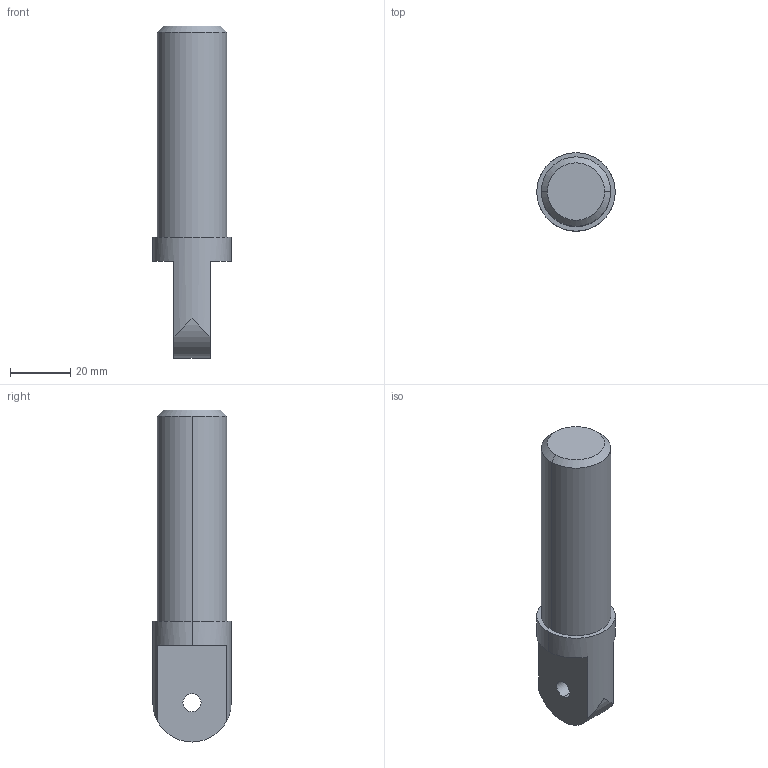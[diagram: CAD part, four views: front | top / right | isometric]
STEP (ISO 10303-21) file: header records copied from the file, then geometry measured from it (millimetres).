
FILE_DESCRIPTION (( 'STEP AP214' ), '1' );
FILE_NAME ('PER3-USI-0011A-MANCHON.STEP', '2021-07-29T10:11:29', ( '' ), ( '' ), 'SwSTEP 2.0', 'SolidWorks 2021', '' );
FILE_SCHEMA (( 'AUTOMOTIVE_DESIGN' ));
Length unit declared in the file: millimetre
Products named in the file (1): PER3-USI-0011A-MANCHON
Bounding box: 26 x 26 x 110 mm (x, y, z)
Volume: 41716.3 mm3; surface area: 8903.2 mm2
Topology: 1 solids, 1 shells, 16 faces, 39 edges, 26 vertices
Faces by surface type: cylinder 8, plane 6, cone 2
Entity records: 521 total; most frequent: CARTESIAN_POINT 94, DIRECTION 89, ORIENTED_EDGE 78, EDGE_CURVE 39, AXIS2_PLACEMENT_3D 37, VERTEX_POINT 26, CIRCLE 20, EDGE_LOOP 19
